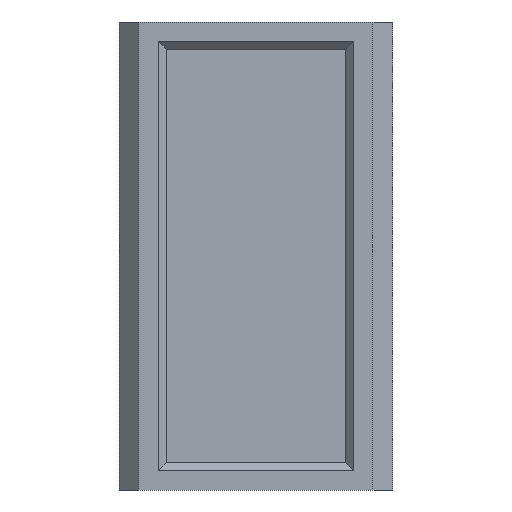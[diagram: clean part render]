
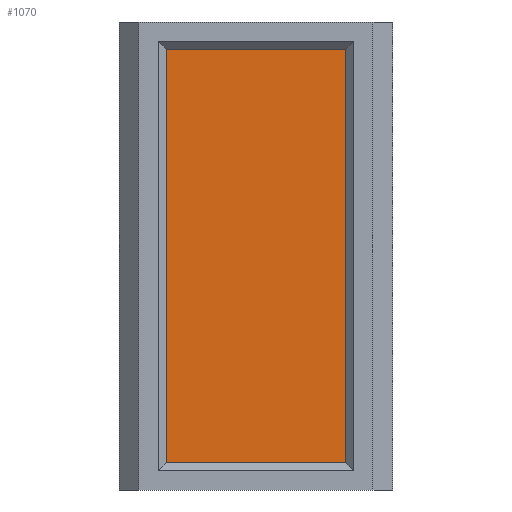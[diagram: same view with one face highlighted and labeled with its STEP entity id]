
A CAD part, front view. The second image highlights one B-rep face of the part: STEP entity #1070.
In plain terms, the highlighted planar face has unit normal (0, -1, 0).
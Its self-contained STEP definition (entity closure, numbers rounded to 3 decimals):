
#1070=ADVANCED_FACE('',(#2082),#2084,.T.);
#2082=FACE_BOUND('',#2083,.T.);
#2083=EDGE_LOOP('',(#2783,#2784,#2785,#2786));
#2084=PLANE('',#2085);
#2085=AXIS2_PLACEMENT_3D('',#2086,#2087,#2088);
#2086=CARTESIAN_POINT('',(0.,-98.,0.));
#2087=DIRECTION('',(0.,-1.,0.));
#2088=DIRECTION('',(1.,0.,0.));
#2783=ORIENTED_EDGE('',*,*,#3156,.T.);
#2784=ORIENTED_EDGE('',*,*,#3154,.T.);
#2785=ORIENTED_EDGE('',*,*,#3152,.T.);
#2786=ORIENTED_EDGE('',*,*,#3158,.T.);
#3152=EDGE_CURVE('',#3669,#3667,#3670,.T.);
#3154=EDGE_CURVE('',#3672,#3669,#3673,.T.);
#3156=EDGE_CURVE('',#3675,#3672,#3676,.T.);
#3158=EDGE_CURVE('',#3667,#3675,#3678,.T.);
#3667=VERTEX_POINT('',#4755);
#3669=VERTEX_POINT('',#4759);
#3670=LINE('',#4760,#4761);
#3672=VERTEX_POINT('',#4766);
#3673=LINE('',#4767,#4768);
#3675=VERTEX_POINT('',#4773);
#3676=LINE('',#4774,#4775);
#3678=LINE('',#4780,#4781);
#4755=CARTESIAN_POINT('',(23.,-98.,113.));
#4759=CARTESIAN_POINT('',(23.,-98.,7.));
#4760=CARTESIAN_POINT('',(23.,-98.,7.));
#4761=VECTOR('',#4762,1.);
#4762=DIRECTION('',(0.,0.,1.));
#4766=CARTESIAN_POINT('',(-23.,-98.,7.));
#4767=CARTESIAN_POINT('',(-23.,-98.,7.));
#4768=VECTOR('',#4769,1.);
#4769=DIRECTION('',(1.,0.,0.));
#4773=CARTESIAN_POINT('',(-23.,-98.,113.));
#4774=CARTESIAN_POINT('',(-23.,-98.,113.));
#4775=VECTOR('',#4776,1.);
#4776=DIRECTION('',(0.,0.,-1.));
#4780=CARTESIAN_POINT('',(23.,-98.,113.));
#4781=VECTOR('',#4782,1.);
#4782=DIRECTION('',(-1.,0.,0.));
